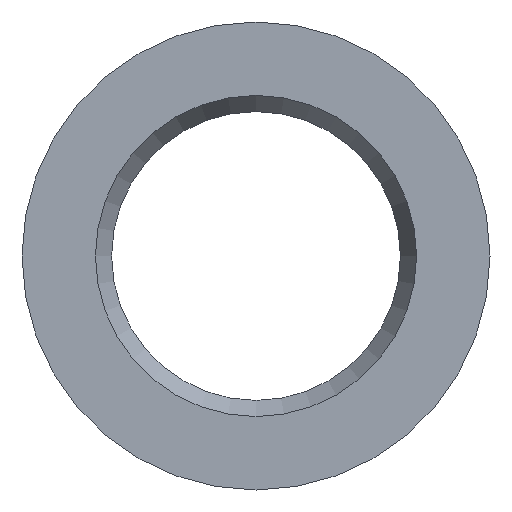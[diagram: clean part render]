
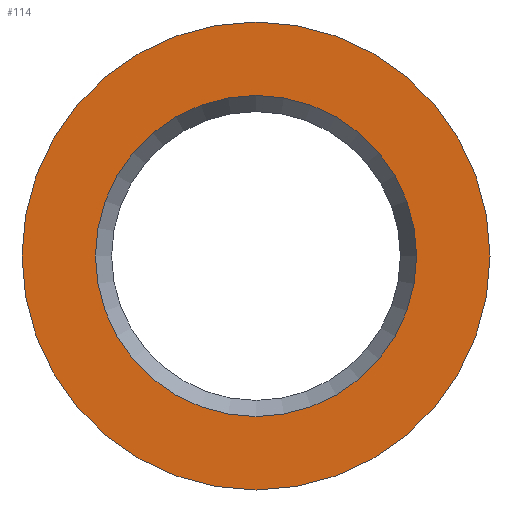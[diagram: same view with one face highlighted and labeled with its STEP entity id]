
A CAD part, left-side view. The second image highlights one B-rep face of the part: STEP entity #114.
In plain terms, the highlighted planar face has unit normal (-1, 0, 0).
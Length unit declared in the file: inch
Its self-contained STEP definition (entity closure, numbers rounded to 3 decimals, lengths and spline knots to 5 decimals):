
#7 = CARTESIAN_POINT ( 'NONE',  ( -3.62205, 0., 2.86348 ) ) ;
#33 = PLANE ( 'NONE',  #249 ) ;
#36 = DIRECTION ( 'NONE',  ( 1., 0., 0. ) ) ;
#47 = VERTEX_POINT ( 'NONE', #7 ) ;
#66 = DIRECTION ( 'NONE',  ( -1., 0., 0. ) ) ;
#69 = CARTESIAN_POINT ( 'NONE',  ( -3.62205, 4.17323, 0. ) ) ;
#71 = CIRCLE ( 'NONE', #80, 4.17323 ) ;
#75 = EDGE_CURVE ( 'NONE', #138, #138, #71, .T. ) ;
#80 = AXIS2_PLACEMENT_3D ( 'NONE', #179, #66, #92 ) ;
#92 = DIRECTION ( 'NONE',  ( 0., 1., 0. ) ) ;
#104 = ORIENTED_EDGE ( 'NONE', *, *, #191, .T. ) ;
#112 = CIRCLE ( 'NONE', #134, 2.86348 ) ;
#114 = ADVANCED_FACE ( 'NONE', ( #117, #204 ), #33, .T. ) ;
#117 = FACE_BOUND ( 'NONE', #178, .T. ) ;
#134 = AXIS2_PLACEMENT_3D ( 'NONE', #189, #36, #211 ) ;
#138 = VERTEX_POINT ( 'NONE', #69 ) ;
#178 = EDGE_LOOP ( 'NONE', ( #104 ) ) ;
#179 = CARTESIAN_POINT ( 'NONE',  ( -3.62205, 0., 0. ) ) ;
#180 = EDGE_LOOP ( 'NONE', ( #209 ) ) ;
#189 = CARTESIAN_POINT ( 'NONE',  ( -3.62205, 0., 0. ) ) ;
#191 = EDGE_CURVE ( 'NONE', #47, #47, #112, .T. ) ;
#192 = DIRECTION ( 'NONE',  ( 0., 0., 1. ) ) ;
#200 = CARTESIAN_POINT ( 'NONE',  ( -3.62205, 3.37402, 0. ) ) ;
#204 = FACE_OUTER_BOUND ( 'NONE', #180, .T. ) ;
#209 = ORIENTED_EDGE ( 'NONE', *, *, #75, .T. ) ;
#211 = DIRECTION ( 'NONE',  ( 0., 0., 1. ) ) ;
#249 = AXIS2_PLACEMENT_3D ( 'NONE', #200, #251, #192 ) ;
#251 = DIRECTION ( 'NONE',  ( -1., 0., 0. ) ) ;
